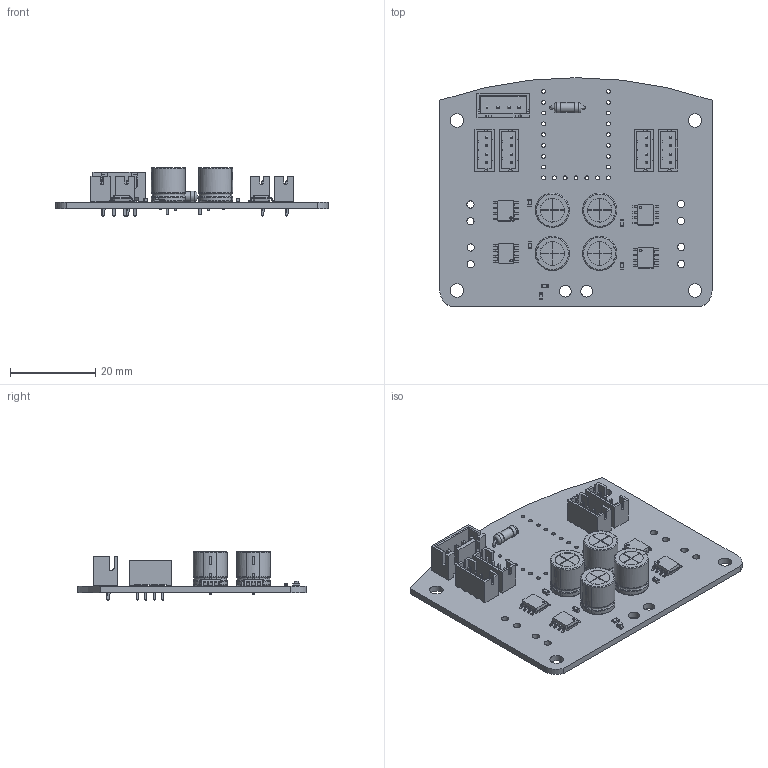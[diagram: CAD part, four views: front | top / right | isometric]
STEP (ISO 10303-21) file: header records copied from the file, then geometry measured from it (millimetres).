
FILE_DESCRIPTION(('KiCad electronic assembly'),'2;1');
FILE_NAME('MotorDriver.step','2025-12-25T21:08:11',('Pcbnew'),('Kicad'), 'Open CASCADE STEP processor 7.8','KiCad to STEP converter','Unknown' );
FILE_SCHEMA(('AUTOMOTIVE_DESIGN { 1 0 10303 214 1 1 1 1 }'));
Length unit declared in the file: millimetre
Products named in the file (10): MotorDriver 1; CP_Radial_D8.0mm_P3.50mm; C_0603_1608Metric; JST_XH_B4B-XH-A_1x04_P2.50mm_Vertical; SOIC-8-1EP_3.9x4.9mm_P1.27mm_EP2.29x3mm; R_0603_1608Metric; JST_PH_B4B-PH-K_1x04_P2.00mm_Vertical; LED_0603_1608Metric; R_Axial_DIN0207_L6.3mm_D2.5mm_P7.62mm_Horizontal; MotorDriver_PCB
Assembly tree (21 placements, depth 2):
  MotorDriver 1
    CP_Radial_D8.0mm_P3.50mm  x4
    C_0603_1608Metric  x4
    JST_XH_B4B-XH-A_1x04_P2.50mm_Vertical
    SOIC-8-1EP_3.9x4.9mm_P1.27mm_EP2.29x3mm  x4
    R_0603_1608Metric
    JST_PH_B4B-PH-K_1x04_P2.00mm_Vertical  x4
    LED_0603_1608Metric
    R_Axial_DIN0207_L6.3mm_D2.5mm_P7.62mm_Horizontal
    MotorDriver_PCB
Bounding box: 64.01 x 53.75 x 11.4 mm (x, y, z)
Volume: 7348.9 mm3; surface area: 11232.3 mm2
Topology: 21 solids, 25 shells, 1863 faces, 4910 edges, 3166 vertices
Faces by surface type: plane 1368, cylinder 363, bspline 96, revolution 24, torus 12
Full cylindrical faces by diameter (mm): 0.2 x24, 0.5 x8, 0.6 x2, 0.75 x16, 0.8 x10, 0.9 x23, 0.95 x4, 1.7 x8, 2.25 x1, 2.5 x2, 2.7 x2, 3.2 x4
Entity records: 28262 total; most frequent: CARTESIAN_POINT 5180, ORIENTED_EDGE 3778, DIRECTION 3636, EDGE_CURVE 1889, LINE 1442, VECTOR 1442, VERTEX_POINT 1222, AXIS2_PLACEMENT_3D 1094
